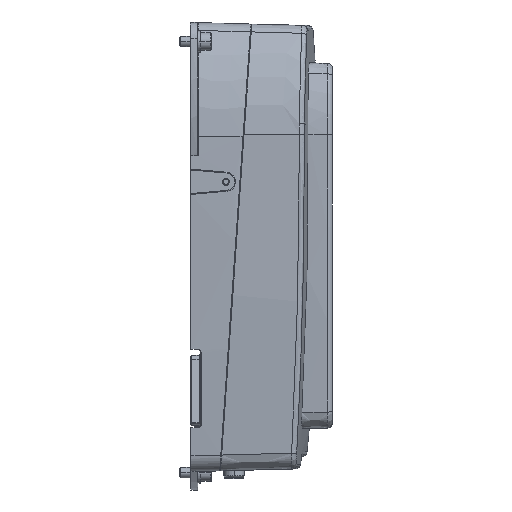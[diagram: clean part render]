
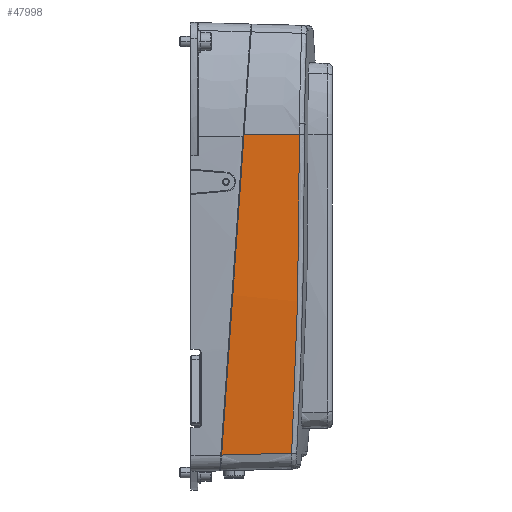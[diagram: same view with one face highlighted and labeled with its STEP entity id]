
A CAD part, left-side view. The second image highlights one B-rep face of the part: STEP entity #47998.
In plain terms, the highlighted free-form (B-spline) face has degree [3, 3] with [5, 4] control points.
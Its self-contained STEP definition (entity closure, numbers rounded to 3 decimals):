
#5016=CARTESIAN_POINT('',(-118.325,-12.332,
-140.959));
#5017=CARTESIAN_POINT('',(-121.238,-14.458,
-110.557));
#5018=CARTESIAN_POINT('',(-125.678,-18.715,
-49.684));
#5019=CARTESIAN_POINT('',(-127.354,-22.981,
11.327));
#5020=CARTESIAN_POINT('',(-127.499,-25.117,
41.867));
#5057=CARTESIAN_POINT('',(-118.325,-12.332,
-140.959));
#12613=CARTESIAN_POINT('',(-126.671,-56.745,
41.869));
#12614=CARTESIAN_POINT('',(-126.644,-56.748,
37.877));
#12615=CARTESIAN_POINT('',(-126.569,-56.741,
29.906));
#12616=CARTESIAN_POINT('',(-126.385,-56.694,
17.99));
#12617=CARTESIAN_POINT('',(-126.133,-56.613,
6.089));
#12618=CARTESIAN_POINT('',(-125.811,-56.495,
-5.815));
#12619=CARTESIAN_POINT('',(-125.42,-56.342,
-17.736));
#12620=CARTESIAN_POINT('',(-124.956,-56.151,
-29.713));
#12621=CARTESIAN_POINT('',(-124.424,-55.922,
-41.653));
#12622=CARTESIAN_POINT('',(-123.831,-55.658,
-53.395));
#12623=CARTESIAN_POINT('',(-123.193,-55.364,
-64.763));
#12624=CARTESIAN_POINT('',(-122.515,-55.041,
-75.784));
#12625=CARTESIAN_POINT('',(-121.792,-54.686,
-86.585));
#12626=CARTESIAN_POINT('',(-121.02,-54.296,
-97.272));
#12627=CARTESIAN_POINT('',(-120.194,-53.865,
-107.944));
#12628=CARTESIAN_POINT('',(-119.313,-53.391,
-118.603));
#12629=CARTESIAN_POINT('',(-118.377,-52.87,
-129.254));
#12630=CARTESIAN_POINT('',(-117.716,-52.49,
-136.357));
#12631=CARTESIAN_POINT('',(-117.376,-52.291,
-139.907));
#12633=CARTESIAN_POINT('',(-117.376,-52.291,
-139.907));
#12634=CARTESIAN_POINT('',(-117.482,-47.853,
-140.024));
#12635=CARTESIAN_POINT('',(-117.692,-38.976,
-140.258));
#12636=CARTESIAN_POINT('',(-118.009,-25.656,
-140.608));
#12637=CARTESIAN_POINT('',(-118.22,-16.774,
-140.842));
#12638=CARTESIAN_POINT('',(-118.325,-12.332,
-140.959));
#12670=CARTESIAN_POINT('',(-126.671,-56.745,
41.869));
#12672=CARTESIAN_POINT('',(-127.499,-25.117,
41.867));
#12673=CARTESIAN_POINT('',(-127.407,-28.631,
41.867));
#12674=CARTESIAN_POINT('',(-127.223,-35.66,
41.867));
#12675=CARTESIAN_POINT('',(-126.947,-46.202,
41.868));
#12676=CARTESIAN_POINT('',(-126.763,-53.231,
41.868));
#12677=CARTESIAN_POINT('',(-126.671,-56.745,
41.869));
#30367=VERTEX_POINT('',#5057);
#30371=VERTEX_POINT('',#5020);
#30406=VERTEX_POINT('',#12670);
#30408=VERTEX_POINT('',#12631);
#47970=CARTESIAN_POINT('',(-126.448,-66.063,
45.532));
#47971=CARTESIAN_POINT('',(-126.81,-52.233,
45.531));
#47972=CARTESIAN_POINT('',(-127.172,-38.404,
45.53));
#47973=CARTESIAN_POINT('',(-127.534,-24.575,
45.529));
#47974=CARTESIAN_POINT('',(-126.444,-65.977,
44.312));
#47975=CARTESIAN_POINT('',(-126.806,-52.148,
44.311));
#47976=CARTESIAN_POINT('',(-127.168,-38.319,
44.31));
#47977=CARTESIAN_POINT('',(-127.53,-24.49,
44.308));
#47978=CARTESIAN_POINT('',(-126.201,-61.538,
-19.135));
#47979=CARTESIAN_POINT('',(-126.563,-47.709,
-19.148));
#47980=CARTESIAN_POINT('',(-126.925,-33.88,
-19.16));
#47981=CARTESIAN_POINT('',(-127.287,-20.051,
-19.173));
#47982=CARTESIAN_POINT('',(-122.96,-57.1,
-82.568));
#47983=CARTESIAN_POINT('',(-123.322,-43.271,
-82.592));
#47984=CARTESIAN_POINT('',(-123.683,-29.442,
-82.616));
#47985=CARTESIAN_POINT('',(-124.044,-15.613,
-82.64));
#47986=CARTESIAN_POINT('',(-116.912,-52.767,
-144.5));
#47987=CARTESIAN_POINT('',(-117.272,-38.938,
-144.536));
#47988=CARTESIAN_POINT('',(-117.633,-25.109,
-144.571));
#47989=CARTESIAN_POINT('',(-117.993,-11.279,
-144.606));
#47990=B_SPLINE_SURFACE_WITH_KNOTS('',3,3,((#47970,#47971,#47972,#47973),
(#47974,#47975,#47976,#47977),(#47978,#47979,#47980,#47981),(#47982,#47983,
#47984,#47985),(#47986,#47987,#47988,#47989)),.UNSPECIFIED.,.F.,.F.,.F.,(4,1,4),
(4,4),(-0.019,0.,0.972),(-0.144,
0.003),.UNSPECIFIED.);
#47991=ORIENTED_EDGE('',*,*,#47760,.T.);
#47992=ORIENTED_EDGE('',*,*,#47958,.T.);
#47993=ORIENTED_EDGE('',*,*,#37008,.T.);
#47995=ORIENTED_EDGE('',*,*,#47994,.T.);
#47996=EDGE_LOOP('',(#47991,#47992,#47993,#47995));
#47997=FACE_OUTER_BOUND('',#47996,.F.);
#47998=ADVANCED_FACE('',(#47997),#47990,.F.);
#5021=B_SPLINE_CURVE_WITH_KNOTS('',3,(#5016,#5017,#5018,#5019,#5020),
.UNSPECIFIED.,.F.,.F.,(4,1,4),(0.,0.5,1.),.UNSPECIFIED.);
#12632=B_SPLINE_CURVE_WITH_KNOTS('',3,(#12613,#12614,#12615,#12616,#12617,
#12618,#12619,#12620,#12621,#12622,#12623,#12624,#12625,#12626,#12627,#12628,
#12629,#12630,#12631),.UNSPECIFIED.,.F.,.F.,(4,1,1,1,1,1,1,1,1,1,1,1,1,1,1,1,4),
(0.,0.063,0.125,0.188,0.25,0.313,0.375,0.438,0.5,0.563,
0.625,0.688,0.75,0.813,0.875,0.938,1.),.UNSPECIFIED.);
#12639=B_SPLINE_CURVE_WITH_KNOTS('',3,(#12633,#12634,#12635,#12636,#12637,
#12638),.UNSPECIFIED.,.F.,.F.,(4,1,1,4),(0.,0.333,
0.667,1.),.UNSPECIFIED.);
#12678=B_SPLINE_CURVE_WITH_KNOTS('',3,(#12672,#12673,#12674,#12675,#12676,
#12677),.UNSPECIFIED.,.F.,.F.,(4,1,1,4),(0.,0.333,
0.667,1.),.UNSPECIFIED.);
#37008=EDGE_CURVE('',#30367,#30371,#5021,.T.);
#47760=EDGE_CURVE('',#30406,#30408,#12632,.T.);
#47958=EDGE_CURVE('',#30408,#30367,#12639,.T.);
#47994=EDGE_CURVE('',#30371,#30406,#12678,.T.);
